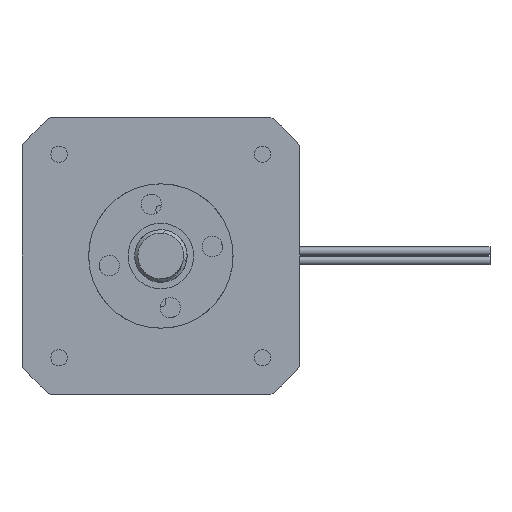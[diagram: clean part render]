
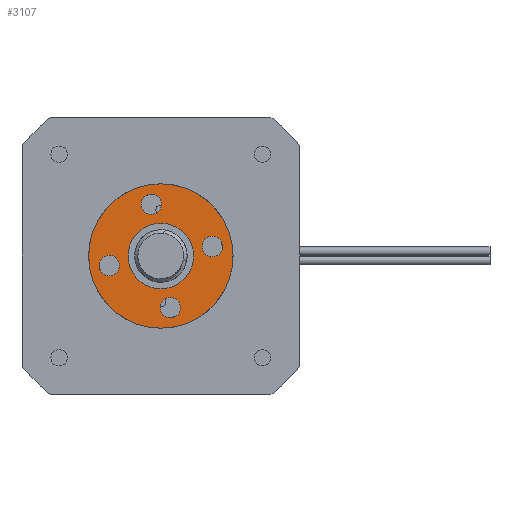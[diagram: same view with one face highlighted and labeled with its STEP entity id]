
A CAD part, front view. The second image highlights one B-rep face of the part: STEP entity #3107.
In plain terms, the highlighted face is planar.
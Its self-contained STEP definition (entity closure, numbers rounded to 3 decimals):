
#42 = CIRCLE ( 'NONE', #6863, 11. ) ;
#248 = FACE_OUTER_BOUND ( 'NONE', #11496, .T. ) ;
#354 = DIRECTION ( 'NONE',  ( 0., 1., 0. ) ) ;
#606 = DIRECTION ( 'NONE',  ( 0., 1., 0. ) ) ;
#623 = VERTEX_POINT ( 'NONE', #13695 ) ;
#855 = CARTESIAN_POINT ( 'NONE',  ( -8., 3.5, 0. ) ) ;
#1368 = VERTEX_POINT ( 'NONE', #10194 ) ;
#1427 = EDGE_CURVE ( 'NONE', #1368, #9433, #6699, .T. ) ;
#1482 = AXIS2_PLACEMENT_3D ( 'NONE', #10810, #9640, #14112 ) ;
#1519 = CIRCLE ( 'NONE', #3413, 1.55 ) ;
#1679 = AXIS2_PLACEMENT_3D ( 'NONE', #8208, #5061, #12755 ) ;
#1832 = ORIENTED_EDGE ( 'NONE', *, *, #5434, .T. ) ;
#1856 = DIRECTION ( 'NONE',  ( 0., 0., 1. ) ) ;
#1940 = CIRCLE ( 'NONE', #10181, 11. ) ;
#1989 = AXIS2_PLACEMENT_3D ( 'NONE', #9450, #13700, #10327 ) ;
#2125 = ORIENTED_EDGE ( 'NONE', *, *, #4551, .F. ) ;
#2211 = EDGE_CURVE ( 'NONE', #6713, #10315, #13955, .T. ) ;
#2238 = AXIS2_PLACEMENT_3D ( 'NONE', #12841, #11520, #12700 ) ;
#2272 = CARTESIAN_POINT ( 'NONE',  ( 0., 3.5, 0. ) ) ;
#2632 = CIRCLE ( 'NONE', #5021, 1.55 ) ;
#2648 = AXIS2_PLACEMENT_3D ( 'NONE', #5422, #4032, #14096 ) ;
#2763 = ORIENTED_EDGE ( 'NONE', *, *, #1427, .F. ) ;
#2891 = EDGE_CURVE ( 'NONE', #4546, #623, #1519, .T. ) ;
#3107 = ADVANCED_FACE ( 'NONE', ( #7031, #5869, #8370, #8291, #12769, #248 ), #13945, .T. ) ;
#3196 = EDGE_LOOP ( 'NONE', ( #11273, #2763 ) ) ;
#3385 = DIRECTION ( 'NONE',  ( 0., 0., 1. ) ) ;
#3413 = AXIS2_PLACEMENT_3D ( 'NONE', #9553, #8146, #11518 ) ;
#3692 = ORIENTED_EDGE ( 'NONE', *, *, #8679, .T. ) ;
#4032 = DIRECTION ( 'NONE',  ( 0., 1., 0. ) ) ;
#4337 = CARTESIAN_POINT ( 'NONE',  ( 0., 3.5, -9.55 ) ) ;
#4546 = VERTEX_POINT ( 'NONE', #10558 ) ;
#4551 = EDGE_CURVE ( 'NONE', #14461, #5616, #11554, .T. ) ;
#4589 = DIRECTION ( 'NONE',  ( 0., 0., 1. ) ) ;
#4644 = ORIENTED_EDGE ( 'NONE', *, *, #5668, .F. ) ;
#4815 = ORIENTED_EDGE ( 'NONE', *, *, #7327, .F. ) ;
#4953 = CARTESIAN_POINT ( 'NONE',  ( 8., 3.5, 0. ) ) ;
#5021 = AXIS2_PLACEMENT_3D ( 'NONE', #4953, #354, #12792 ) ;
#5061 = DIRECTION ( 'NONE',  ( 0., 1., 0. ) ) ;
#5382 = DIRECTION ( 'NONE',  ( 0., 1., 0. ) ) ;
#5422 = CARTESIAN_POINT ( 'NONE',  ( 0., 3.5, -8. ) ) ;
#5434 = EDGE_CURVE ( 'NONE', #8951, #14356, #42, .T. ) ;
#5454 = AXIS2_PLACEMENT_3D ( 'NONE', #14293, #606, #1856 ) ;
#5466 = CARTESIAN_POINT ( 'NONE',  ( 0., 3.5, -8. ) ) ;
#5548 = EDGE_LOOP ( 'NONE', ( #14188, #2125 ) ) ;
#5616 = VERTEX_POINT ( 'NONE', #13872 ) ;
#5668 = EDGE_CURVE ( 'NONE', #10315, #6713, #12976, .T. ) ;
#5745 = CARTESIAN_POINT ( 'NONE',  ( -8., 3.5, 1.55 ) ) ;
#5748 = AXIS2_PLACEMENT_3D ( 'NONE', #5466, #12430, #4589 ) ;
#5869 = FACE_BOUND ( 'NONE', #6588, .T. ) ;
#5908 = ORIENTED_EDGE ( 'NONE', *, *, #2211, .F. ) ;
#5973 = CIRCLE ( 'NONE', #1482, 5. ) ;
#6168 = AXIS2_PLACEMENT_3D ( 'NONE', #855, #5382, #10966 ) ;
#6389 = EDGE_LOOP ( 'NONE', ( #5908, #4644 ) ) ;
#6588 = EDGE_LOOP ( 'NONE', ( #10778, #11295 ) ) ;
#6699 = CIRCLE ( 'NONE', #1989, 1.55 ) ;
#6713 = VERTEX_POINT ( 'NONE', #10075 ) ;
#6863 = AXIS2_PLACEMENT_3D ( 'NONE', #6885, #7931, #11383 ) ;
#6882 = CARTESIAN_POINT ( 'NONE',  ( 0., 3.5, -5. ) ) ;
#6885 = CARTESIAN_POINT ( 'NONE',  ( 0., 3.5, 0. ) ) ;
#7031 = FACE_BOUND ( 'NONE', #3196, .T. ) ;
#7040 = AXIS2_PLACEMENT_3D ( 'NONE', #11004, #13193, #13057 ) ;
#7080 = CIRCLE ( 'NONE', #5454, 5. ) ;
#7327 = EDGE_CURVE ( 'NONE', #9681, #14001, #7080, .T. ) ;
#7931 = DIRECTION ( 'NONE',  ( 0., 1., 0. ) ) ;
#7957 = EDGE_CURVE ( 'NONE', #5616, #14461, #2632, .T. ) ;
#8146 = DIRECTION ( 'NONE',  ( 0., 1., 0. ) ) ;
#8208 = CARTESIAN_POINT ( 'NONE',  ( 8., 3.5, 0. ) ) ;
#8291 = FACE_BOUND ( 'NONE', #6389, .T. ) ;
#8306 = EDGE_CURVE ( 'NONE', #9433, #1368, #11803, .T. ) ;
#8370 = FACE_BOUND ( 'NONE', #5548, .T. ) ;
#8457 = CIRCLE ( 'NONE', #7040, 1.55 ) ;
#8679 = EDGE_CURVE ( 'NONE', #14356, #8951, #1940, .T. ) ;
#8951 = VERTEX_POINT ( 'NONE', #12486 ) ;
#9433 = VERTEX_POINT ( 'NONE', #5745 ) ;
#9450 = CARTESIAN_POINT ( 'NONE',  ( -8., 3.5, 0. ) ) ;
#9553 = CARTESIAN_POINT ( 'NONE',  ( 0., 3.5, 8. ) ) ;
#9640 = DIRECTION ( 'NONE',  ( 0., 1., 0. ) ) ;
#9681 = VERTEX_POINT ( 'NONE', #12855 ) ;
#9855 = EDGE_CURVE ( 'NONE', #14001, #9681, #5973, .T. ) ;
#10075 = CARTESIAN_POINT ( 'NONE',  ( 0., 3.5, -6.45 ) ) ;
#10085 = DIRECTION ( 'NONE',  ( 0., 1., 0. ) ) ;
#10181 = AXIS2_PLACEMENT_3D ( 'NONE', #2272, #10085, #3385 ) ;
#10194 = CARTESIAN_POINT ( 'NONE',  ( -8., 3.5, -1.55 ) ) ;
#10315 = VERTEX_POINT ( 'NONE', #4337 ) ;
#10327 = DIRECTION ( 'NONE',  ( 0., 0., 1. ) ) ;
#10465 = ORIENTED_EDGE ( 'NONE', *, *, #9855, .F. ) ;
#10558 = CARTESIAN_POINT ( 'NONE',  ( 0., 3.5, 6.45 ) ) ;
#10778 = ORIENTED_EDGE ( 'NONE', *, *, #11202, .F. ) ;
#10810 = CARTESIAN_POINT ( 'NONE',  ( 0., 3.5, 0. ) ) ;
#10966 = DIRECTION ( 'NONE',  ( 0., 0., 1. ) ) ;
#11004 = CARTESIAN_POINT ( 'NONE',  ( 0., 3.5, 8. ) ) ;
#11202 = EDGE_CURVE ( 'NONE', #623, #4546, #8457, .T. ) ;
#11273 = ORIENTED_EDGE ( 'NONE', *, *, #8306, .F. ) ;
#11295 = ORIENTED_EDGE ( 'NONE', *, *, #2891, .F. ) ;
#11383 = DIRECTION ( 'NONE',  ( 0., 0., 1. ) ) ;
#11496 = EDGE_LOOP ( 'NONE', ( #1832, #3692 ) ) ;
#11518 = DIRECTION ( 'NONE',  ( 0., 0., 1. ) ) ;
#11520 = DIRECTION ( 'NONE',  ( 0., 1., 0. ) ) ;
#11554 = CIRCLE ( 'NONE', #1679, 1.55 ) ;
#11681 = EDGE_LOOP ( 'NONE', ( #10465, #4815 ) ) ;
#11803 = CIRCLE ( 'NONE', #6168, 1.55 ) ;
#12430 = DIRECTION ( 'NONE',  ( 0., 1., 0. ) ) ;
#12451 = CARTESIAN_POINT ( 'NONE',  ( 0., 3.5, 11. ) ) ;
#12486 = CARTESIAN_POINT ( 'NONE',  ( 0., 3.5, -11. ) ) ;
#12700 = DIRECTION ( 'NONE',  ( 0., 0., 1. ) ) ;
#12755 = DIRECTION ( 'NONE',  ( 0., 0., 1. ) ) ;
#12769 = FACE_BOUND ( 'NONE', #11681, .T. ) ;
#12792 = DIRECTION ( 'NONE',  ( 0., 0., 1. ) ) ;
#12841 = CARTESIAN_POINT ( 'NONE',  ( 0., 3.5, 0. ) ) ;
#12855 = CARTESIAN_POINT ( 'NONE',  ( 0., 3.5, 5. ) ) ;
#12976 = CIRCLE ( 'NONE', #2648, 1.55 ) ;
#13057 = DIRECTION ( 'NONE',  ( 0., 0., 1. ) ) ;
#13193 = DIRECTION ( 'NONE',  ( 0., 1., 0. ) ) ;
#13553 = CARTESIAN_POINT ( 'NONE',  ( 8., 3.5, -1.55 ) ) ;
#13695 = CARTESIAN_POINT ( 'NONE',  ( 0., 3.5, 9.55 ) ) ;
#13700 = DIRECTION ( 'NONE',  ( 0., 1., 0. ) ) ;
#13872 = CARTESIAN_POINT ( 'NONE',  ( 8., 3.5, 1.55 ) ) ;
#13945 = PLANE ( 'NONE',  #2238 ) ;
#13955 = CIRCLE ( 'NONE', #5748, 1.55 ) ;
#14001 = VERTEX_POINT ( 'NONE', #6882 ) ;
#14096 = DIRECTION ( 'NONE',  ( 0., 0., 1. ) ) ;
#14112 = DIRECTION ( 'NONE',  ( 0., 0., 1. ) ) ;
#14188 = ORIENTED_EDGE ( 'NONE', *, *, #7957, .F. ) ;
#14293 = CARTESIAN_POINT ( 'NONE',  ( 0., 3.5, 0. ) ) ;
#14356 = VERTEX_POINT ( 'NONE', #12451 ) ;
#14461 = VERTEX_POINT ( 'NONE', #13553 ) ;
